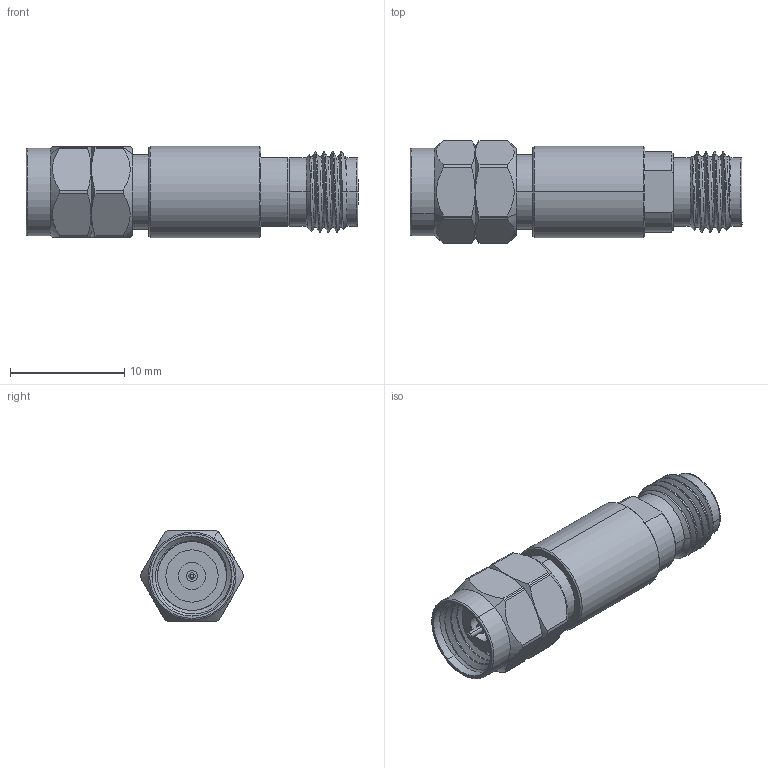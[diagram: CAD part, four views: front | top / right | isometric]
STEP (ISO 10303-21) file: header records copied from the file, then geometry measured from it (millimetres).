
FILE_DESCRIPTION (( 'STEP AP214' ), '1' );
FILE_NAME ('FMAT7510-10_3D.step', '2023-12-21T21:05:57', ( '' ), ( '' ), 'SwSTEP 2.0', 'SolidWorks 2022', '' );
FILE_SCHEMA (( 'AUTOMOTIVE_DESIGN' ));
Length unit declared in the file: inch
Products named in the file (1): FMAT7510-10_3D
Bounding box: 29 x 8.99 x 8 mm (x, y, z)
Volume: 1117.7 mm3; surface area: 1104.1 mm2
Topology: 1 solids, 1 shells, 148 faces, 376 edges, 243 vertices
Faces by surface type: cylinder 60, plane 47, cone 31, bspline 6, torus 4
Entity records: 7672 total; most frequent: CARTESIAN_POINT 4167, ORIENTED_EDGE 752, DIRECTION 710, EDGE_CURVE 376, AXIS2_PLACEMENT_3D 288, VERTEX_POINT 243, EDGE_LOOP 161, FACE_OUTER_BOUND 148
